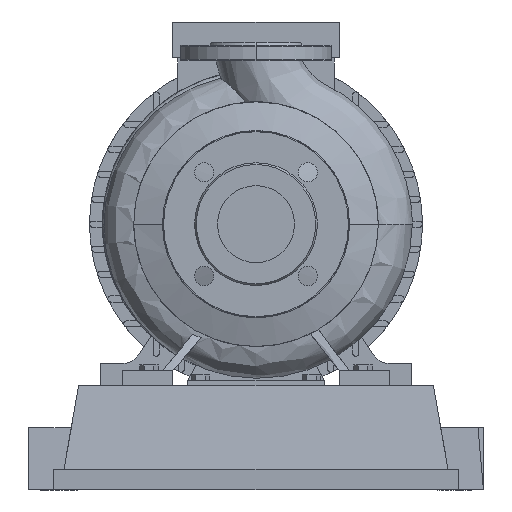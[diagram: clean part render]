
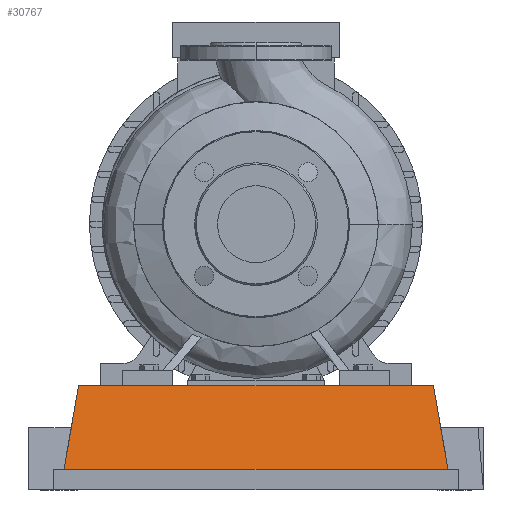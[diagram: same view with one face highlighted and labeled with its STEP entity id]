
A CAD part, left-side view. The second image highlights one B-rep face of the part: STEP entity #30767.
In plain terms, the highlighted planar face has unit normal (-0.985, 0, 0.174).
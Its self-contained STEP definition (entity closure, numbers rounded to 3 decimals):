
#28652=CARTESIAN_POINT('',(-65.,-190.,20.6));
#28653=VERTEX_POINT('',#28652);
#28660=CARTESIAN_POINT('',(-65.,190.0,20.6));
#28661=VERTEX_POINT('',#28660);
#28662=CARTESIAN_POINT('',(-65.,-190.,20.6));
#28663=DIRECTION('',(0.0,1.0,0.0));
#28664=VECTOR('',#28663,380.0);
#28665=LINE('',#28662,#28664);
#28666=EDGE_CURVE('',#28653,#28661,#28665,.T.);
#30501=CARTESIAN_POINT('',(-50.471,-175.471,103.0));
#30502=VERTEX_POINT('',#30501);
#30509=CARTESIAN_POINT('',(-65.,-190.,20.6));
#30510=DIRECTION('',(0.171,0.171,0.97));
#30511=VECTOR('',#30510,84.923);
#30512=LINE('',#30509,#30511);
#30513=EDGE_CURVE('',#28653,#30502,#30512,.T.);
#30744=CARTESIAN_POINT('',(-65.,-190.,20.6));
#30745=DIRECTION('',(-0.985,0.,0.174));
#30746=DIRECTION('',(0.0,-1.0,0.0));
#30747=AXIS2_PLACEMENT_3D('',#30744,#30745,#30746);
#30748=PLANE('',#30747);
#30749=CARTESIAN_POINT('',(-50.471,175.471,103.0));
#30750=VERTEX_POINT('',#30749);
#30751=CARTESIAN_POINT('',(-50.471,-175.471,103.0));
#30752=DIRECTION('',(0.0,1.0,0.0));
#30753=VECTOR('',#30752,350.941);
#30754=LINE('',#30751,#30753);
#30755=EDGE_CURVE('',#30502,#30750,#30754,.T.);
#30756=ORIENTED_EDGE('',*,*,#30755,.T.);
#30757=CARTESIAN_POINT('',(-65.,190.0,20.6));
#30758=DIRECTION('',(0.171,-0.171,0.97));
#30759=VECTOR('',#30758,84.923);
#30760=LINE('',#30757,#30759);
#30761=EDGE_CURVE('',#28661,#30750,#30760,.T.);
#30762=ORIENTED_EDGE('',*,*,#30761,.F.);
#30763=ORIENTED_EDGE('',*,*,#28666,.F.);
#30764=ORIENTED_EDGE('',*,*,#30513,.T.);
#30765=EDGE_LOOP('',(#30756,#30762,#30763,#30764));
#30766=FACE_OUTER_BOUND('',#30765,.T.);
#30767=ADVANCED_FACE('',(#30766),#30748,.T.);
